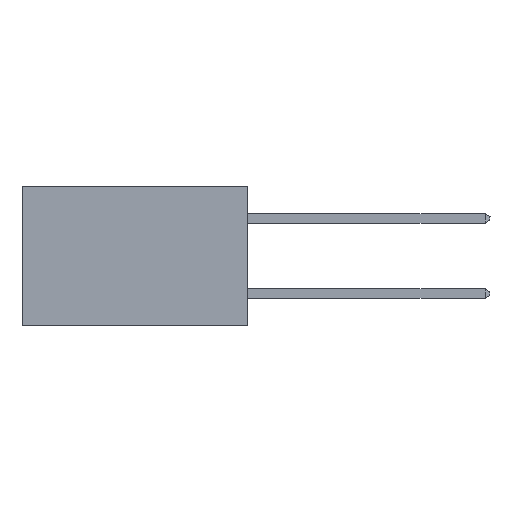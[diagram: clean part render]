
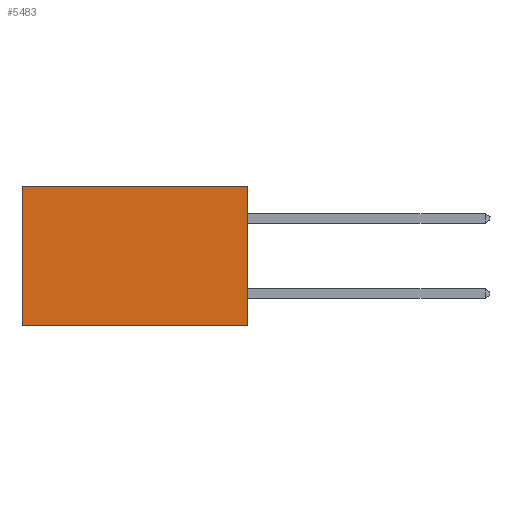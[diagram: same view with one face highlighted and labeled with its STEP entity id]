
A CAD part, left-side view. The second image highlights one B-rep face of the part: STEP entity #5483.
In plain terms, the highlighted planar face has unit normal (-1, 0, 0).
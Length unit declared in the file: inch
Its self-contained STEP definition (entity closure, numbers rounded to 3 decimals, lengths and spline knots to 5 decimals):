
#721 = ORIENTED_EDGE ( 'NONE', *, *, #4127, .T. ) ;
#1184 = DIRECTION ( 'NONE',  ( 0., 0., -1. ) ) ;
#1917 = VERTEX_POINT ( 'NONE', #13341 ) ;
#1962 = LINE ( 'NONE', #7967, #9102 ) ;
#2165 = DIRECTION ( 'NONE',  ( 0., 1., 0. ) ) ;
#2322 = ORIENTED_EDGE ( 'NONE', *, *, #11185, .T. ) ;
#2396 = LINE ( 'NONE', #15173, #11932 ) ;
#3677 = CARTESIAN_POINT ( 'NONE',  ( 0.2615, 0., -0.37 ) ) ;
#4127 = EDGE_CURVE ( 'NONE', #17899, #10417, #2396, .T. ) ;
#5483 = ADVANCED_FACE ( 'NONE', ( #7183 ), #19840, .F. ) ;
#5525 = CARTESIAN_POINT ( 'NONE',  ( 0.2615, 0.6, -0.37 ) ) ;
#6901 = LINE ( 'NONE', #17844, #11077 ) ;
#7183 = FACE_OUTER_BOUND ( 'NONE', #8913, .T. ) ;
#7967 = CARTESIAN_POINT ( 'NONE',  ( 0.2615, 0., -0.37 ) ) ;
#8515 = DIRECTION ( 'NONE',  ( 0., 0., -1. ) ) ;
#8620 = DIRECTION ( 'NONE',  ( 1., 0., 0. ) ) ;
#8913 = EDGE_LOOP ( 'NONE', ( #721, #19634, #10343, #2322 ) ) ;
#9102 = VECTOR ( 'NONE', #2165, 39.37008 ) ;
#9639 = LINE ( 'NONE', #14253, #11032 ) ;
#10343 = ORIENTED_EDGE ( 'NONE', *, *, #13371, .F. ) ;
#10417 = VERTEX_POINT ( 'NONE', #5525 ) ;
#11032 = VECTOR ( 'NONE', #13952, 39.37008 ) ;
#11077 = VECTOR ( 'NONE', #15930, 39.37008 ) ;
#11185 = EDGE_CURVE ( 'NONE', #1917, #17899, #6901, .T. ) ;
#11932 = VECTOR ( 'NONE', #8515, 39.37008 ) ;
#12624 = EDGE_CURVE ( 'NONE', #13967, #10417, #1962, .T. ) ;
#13341 = CARTESIAN_POINT ( 'NONE',  ( 0.2615, 0., 0. ) ) ;
#13371 = EDGE_CURVE ( 'NONE', #1917, #13967, #9639, .T. ) ;
#13412 = CARTESIAN_POINT ( 'NONE',  ( 0.2615, 0.6, 0. ) ) ;
#13952 = DIRECTION ( 'NONE',  ( 0., 0., -1. ) ) ;
#13967 = VERTEX_POINT ( 'NONE', #3677 ) ;
#14253 = CARTESIAN_POINT ( 'NONE',  ( 0.2615, 0., -0.37 ) ) ;
#15173 = CARTESIAN_POINT ( 'NONE',  ( 0.2615, 0.6, -0.37 ) ) ;
#15346 = AXIS2_PLACEMENT_3D ( 'NONE', #19540, #8620, #1184 ) ;
#15930 = DIRECTION ( 'NONE',  ( 0., 1., 0. ) ) ;
#17844 = CARTESIAN_POINT ( 'NONE',  ( 0.2615, 0., 0. ) ) ;
#17899 = VERTEX_POINT ( 'NONE', #13412 ) ;
#19540 = CARTESIAN_POINT ( 'NONE',  ( 0.2615, 0., -0.37 ) ) ;
#19634 = ORIENTED_EDGE ( 'NONE', *, *, #12624, .F. ) ;
#19840 = PLANE ( 'NONE',  #15346 ) ;
